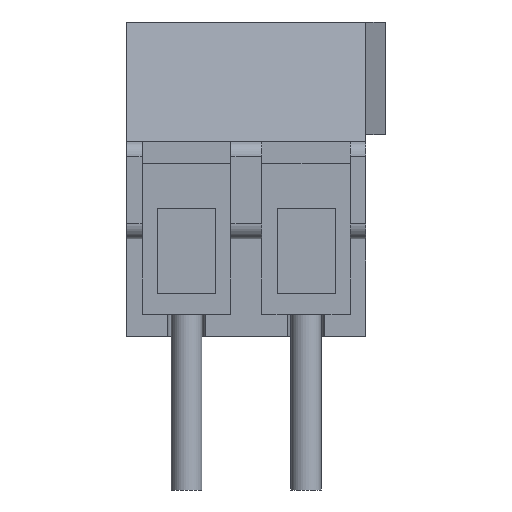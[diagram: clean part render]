
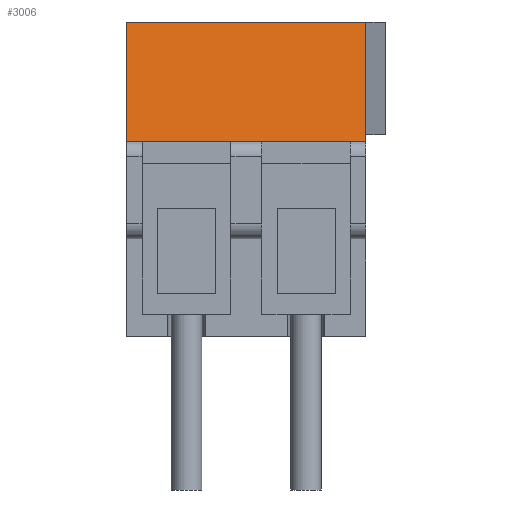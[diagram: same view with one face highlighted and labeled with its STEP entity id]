
A CAD part, front view. The second image highlights one B-rep face of the part: STEP entity #3006.
In plain terms, the highlighted planar face has unit normal (0, -0.985, 0.174).
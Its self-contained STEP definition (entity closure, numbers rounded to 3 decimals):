
#44 = PLANE('',#45);
#45 = AXIS2_PLACEMENT_3D('',#46,#47,#48);
#46 = CARTESIAN_POINT('',(-1.75,-0.574,4.593));
#47 = DIRECTION('',(-1.,-0.,-0.));
#48 = DIRECTION('',(0.,0.,-1.));
#448 = PLANE('',#449);
#449 = AXIS2_PLACEMENT_3D('',#450,#451,#452);
#450 = CARTESIAN_POINT('',(5.25,-0.574,4.593));
#451 = DIRECTION('',(1.,0.,0.));
#452 = DIRECTION('',(0.,0.,1.));
#632 = VERTEX_POINT('',#633);
#633 = CARTESIAN_POINT('',(-1.75,-3.45,5.7));
#647 = PLANE('',#648);
#648 = AXIS2_PLACEMENT_3D('',#649,#650,#651);
#649 = CARTESIAN_POINT('',(1.75,-3.725,5.7));
#650 = DIRECTION('',(0.,0.,1.));
#651 = DIRECTION('',(0.,1.,0.));
#659 = EDGE_CURVE('',#660,#632,#662,.T.);
#660 = VERTEX_POINT('',#661);
#661 = CARTESIAN_POINT('',(-1.75,-2.83,9.2));
#662 = SURFACE_CURVE('',#663,(#667,#674),.PCURVE_S1.);
#663 = LINE('',#664,#665);
#664 = CARTESIAN_POINT('',(-1.75,-2.83,9.2));
#665 = VECTOR('',#666,1.);
#666 = DIRECTION('',(0.,-0.174,-0.985));
#667 = PCURVE('',#44,#668);
#668 = DEFINITIONAL_REPRESENTATION('',(#669),#673);
#669 = LINE('',#670,#671);
#670 = CARTESIAN_POINT('',(-4.607,2.256));
#671 = VECTOR('',#672,1.);
#672 = DIRECTION('',(0.985,0.174));
#673 = ( GEOMETRIC_REPRESENTATION_CONTEXT(2)
PARAMETRIC_REPRESENTATION_CONTEXT() REPRESENTATION_CONTEXT('2D SPACE',''
) );
#674 = PCURVE('',#675,#680);
#675 = PLANE('',#676);
#676 = AXIS2_PLACEMENT_3D('',#677,#678,#679);
#677 = CARTESIAN_POINT('',(-1.75,-2.83,9.2));
#678 = DIRECTION('',(0.,0.985,-0.174));
#679 = DIRECTION('',(0.,-0.174,-0.985));
#680 = DEFINITIONAL_REPRESENTATION('',(#681),#685);
#681 = LINE('',#682,#683);
#682 = CARTESIAN_POINT('',(0.,0.));
#683 = VECTOR('',#684,1.);
#684 = DIRECTION('',(1.,0.));
#685 = ( GEOMETRIC_REPRESENTATION_CONTEXT(2)
PARAMETRIC_REPRESENTATION_CONTEXT() REPRESENTATION_CONTEXT('2D SPACE',''
) );
#703 = PLANE('',#704);
#704 = AXIS2_PLACEMENT_3D('',#705,#706,#707);
#705 = CARTESIAN_POINT('',(1.849,0.088,9.2));
#706 = DIRECTION('',(0.,0.,1.));
#707 = DIRECTION('',(1.,0.,0.));
#1303 = VERTEX_POINT('',#1304);
#1304 = CARTESIAN_POINT('',(5.25,-2.83,9.2));
#1325 = EDGE_CURVE('',#1303,#1326,#1328,.T.);
#1326 = VERTEX_POINT('',#1327);
#1327 = CARTESIAN_POINT('',(5.25,-3.45,5.7));
#1328 = SURFACE_CURVE('',#1329,(#1333,#1340),.PCURVE_S1.);
#1329 = LINE('',#1330,#1331);
#1330 = CARTESIAN_POINT('',(5.25,-2.83,9.2));
#1331 = VECTOR('',#1332,1.);
#1332 = DIRECTION('',(0.,-0.174,-0.985));
#1333 = PCURVE('',#448,#1334);
#1334 = DEFINITIONAL_REPRESENTATION('',(#1335),#1339);
#1335 = LINE('',#1336,#1337);
#1336 = CARTESIAN_POINT('',(4.607,2.256));
#1337 = VECTOR('',#1338,1.);
#1338 = DIRECTION('',(-0.985,0.174));
#1339 = ( GEOMETRIC_REPRESENTATION_CONTEXT(2)
PARAMETRIC_REPRESENTATION_CONTEXT() REPRESENTATION_CONTEXT('2D SPACE',''
) );
#1340 = PCURVE('',#675,#1341);
#1341 = DEFINITIONAL_REPRESENTATION('',(#1342),#1346);
#1342 = LINE('',#1343,#1344);
#1343 = CARTESIAN_POINT('',(0.,-7.));
#1344 = VECTOR('',#1345,1.);
#1345 = DIRECTION('',(1.,0.));
#1346 = ( GEOMETRIC_REPRESENTATION_CONTEXT(2)
PARAMETRIC_REPRESENTATION_CONTEXT() REPRESENTATION_CONTEXT('2D SPACE',''
) );
#2527 = EDGE_CURVE('',#660,#1303,#2528,.T.);
#2528 = SURFACE_CURVE('',#2529,(#2533,#2540),.PCURVE_S1.);
#2529 = LINE('',#2530,#2531);
#2530 = CARTESIAN_POINT('',(-1.75,-2.83,9.2));
#2531 = VECTOR('',#2532,1.);
#2532 = DIRECTION('',(1.,0.,0.));
#2533 = PCURVE('',#703,#2534);
#2534 = DEFINITIONAL_REPRESENTATION('',(#2535),#2539);
#2535 = LINE('',#2536,#2537);
#2536 = CARTESIAN_POINT('',(-3.599,-2.918));
#2537 = VECTOR('',#2538,1.);
#2538 = DIRECTION('',(1.,0.));
#2539 = ( GEOMETRIC_REPRESENTATION_CONTEXT(2)
PARAMETRIC_REPRESENTATION_CONTEXT() REPRESENTATION_CONTEXT('2D SPACE',''
) );
#2540 = PCURVE('',#675,#2541);
#2541 = DEFINITIONAL_REPRESENTATION('',(#2542),#2546);
#2542 = LINE('',#2543,#2544);
#2543 = CARTESIAN_POINT('',(0.,0.));
#2544 = VECTOR('',#2545,1.);
#2545 = DIRECTION('',(0.,-1.));
#2546 = ( GEOMETRIC_REPRESENTATION_CONTEXT(2)
PARAMETRIC_REPRESENTATION_CONTEXT() REPRESENTATION_CONTEXT('2D SPACE',''
) );
#3006 = ADVANCED_FACE('',(#3007),#675,.F.);
#3007 = FACE_BOUND('',#3008,.F.);
#3008 = EDGE_LOOP('',(#3009,#3010,#3011,#3032));
#3009 = ORIENTED_EDGE('',*,*,#2527,.T.);
#3010 = ORIENTED_EDGE('',*,*,#1325,.T.);
#3011 = ORIENTED_EDGE('',*,*,#3012,.F.);
#3012 = EDGE_CURVE('',#632,#1326,#3013,.T.);
#3013 = SURFACE_CURVE('',#3014,(#3018,#3025),.PCURVE_S1.);
#3014 = LINE('',#3015,#3016);
#3015 = CARTESIAN_POINT('',(-1.75,-3.45,5.7));
#3016 = VECTOR('',#3017,1.);
#3017 = DIRECTION('',(1.,0.,0.));
#3018 = PCURVE('',#675,#3019);
#3019 = DEFINITIONAL_REPRESENTATION('',(#3020),#3024);
#3020 = LINE('',#3021,#3022);
#3021 = CARTESIAN_POINT('',(3.554,0.));
#3022 = VECTOR('',#3023,1.);
#3023 = DIRECTION('',(0.,-1.));
#3024 = ( GEOMETRIC_REPRESENTATION_CONTEXT(2)
PARAMETRIC_REPRESENTATION_CONTEXT() REPRESENTATION_CONTEXT('2D SPACE',''
) );
#3025 = PCURVE('',#647,#3026);
#3026 = DEFINITIONAL_REPRESENTATION('',(#3027),#3031);
#3027 = LINE('',#3028,#3029);
#3028 = CARTESIAN_POINT('',(0.275,3.5));
#3029 = VECTOR('',#3030,1.);
#3030 = DIRECTION('',(0.,-1.));
#3031 = ( GEOMETRIC_REPRESENTATION_CONTEXT(2)
PARAMETRIC_REPRESENTATION_CONTEXT() REPRESENTATION_CONTEXT('2D SPACE',''
) );
#3032 = ORIENTED_EDGE('',*,*,#659,.F.);
